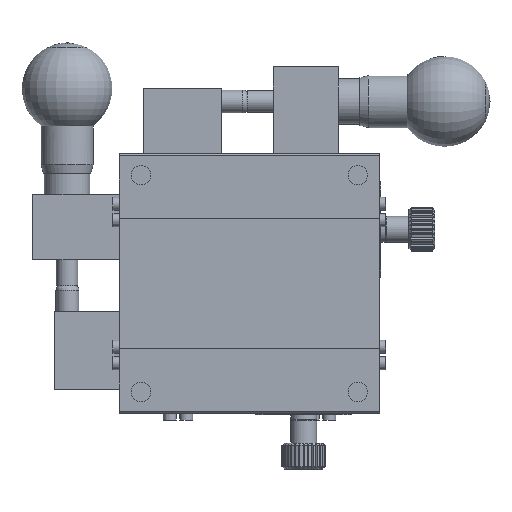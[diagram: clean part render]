
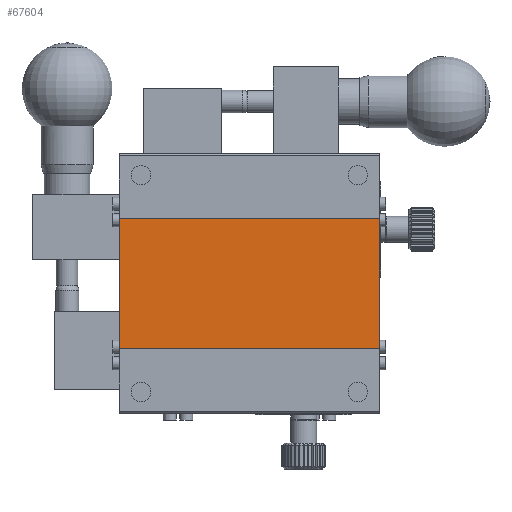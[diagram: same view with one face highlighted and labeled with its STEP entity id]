
A CAD part, front view. The second image highlights one B-rep face of the part: STEP entity #67604.
In plain terms, the highlighted planar face has unit normal (0, -1, 0).
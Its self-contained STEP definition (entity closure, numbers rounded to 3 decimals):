
#11181 = DIRECTION ( 'NONE',  ( 1., 0., 0. ) ) ;
#13391 = ORIENTED_EDGE ( 'NONE', *, *, #152280, .T. ) ;
#15010 = EDGE_CURVE ( 'NONE', #173582, #49434, #116151, .T. ) ;
#16069 = VERTEX_POINT ( 'NONE', #36836 ) ;
#24850 = LINE ( 'NONE', #177985, #34325 ) ;
#34119 = ORIENTED_EDGE ( 'NONE', *, *, #87216, .T. ) ;
#34325 = VECTOR ( 'NONE', #50934, 1000. ) ;
#36836 = CARTESIAN_POINT ( 'NONE',  ( 60., -39.8, -45. ) ) ;
#46782 = DIRECTION ( 'NONE',  ( 0., -1., 0. ) ) ;
#49434 = VERTEX_POINT ( 'NONE', #127238 ) ;
#49903 = ORIENTED_EDGE ( 'NONE', *, *, #15010, .T. ) ;
#50934 = DIRECTION ( 'NONE',  ( 0., 0., 1. ) ) ;
#53933 = LINE ( 'NONE', #180045, #82687 ) ;
#58987 = CARTESIAN_POINT ( 'NONE',  ( 0., -39.8, -15. ) ) ;
#60737 = PLANE ( 'NONE',  #129961 ) ;
#64961 = VECTOR ( 'NONE', #143953, 1000. ) ;
#67604 = ADVANCED_FACE ( 'NONE', ( #90377 ), #60737, .T. ) ;
#82687 = VECTOR ( 'NONE', #11181, 1000. ) ;
#87216 = EDGE_CURVE ( 'NONE', #49434, #144640, #128567, .T. ) ;
#90377 = FACE_OUTER_BOUND ( 'NONE', #171007, .T. ) ;
#102932 = EDGE_CURVE ( 'NONE', #144640, #16069, #53933, .T. ) ;
#104896 = CARTESIAN_POINT ( 'NONE',  ( 0., -39.8, -15. ) ) ;
#115430 = ORIENTED_EDGE ( 'NONE', *, *, #102932, .T. ) ;
#115565 = DIRECTION ( 'NONE',  ( 0., 0., -1. ) ) ;
#116151 = LINE ( 'NONE', #104896, #64961 ) ;
#127238 = CARTESIAN_POINT ( 'NONE',  ( 0., -39.8, -15. ) ) ;
#128567 = LINE ( 'NONE', #58987, #136443 ) ;
#129961 = AXIS2_PLACEMENT_3D ( 'NONE', #173867, #46782, #159942 ) ;
#136443 = VECTOR ( 'NONE', #115565, 1000. ) ;
#143953 = DIRECTION ( 'NONE',  ( -1., 0., 0. ) ) ;
#144640 = VERTEX_POINT ( 'NONE', #168658 ) ;
#144842 = CARTESIAN_POINT ( 'NONE',  ( 60., -39.8, -15. ) ) ;
#152280 = EDGE_CURVE ( 'NONE', #16069, #173582, #24850, .T. ) ;
#159942 = DIRECTION ( 'NONE',  ( 0., 0., -1. ) ) ;
#168658 = CARTESIAN_POINT ( 'NONE',  ( 0., -39.8, -45. ) ) ;
#171007 = EDGE_LOOP ( 'NONE', ( #34119, #115430, #13391, #49903 ) ) ;
#173582 = VERTEX_POINT ( 'NONE', #144842 ) ;
#173867 = CARTESIAN_POINT ( 'NONE',  ( 0., -39.8, -15. ) ) ;
#177985 = CARTESIAN_POINT ( 'NONE',  ( 60., -39.8, -15. ) ) ;
#180045 = CARTESIAN_POINT ( 'NONE',  ( 0., -39.8, -45. ) ) ;
